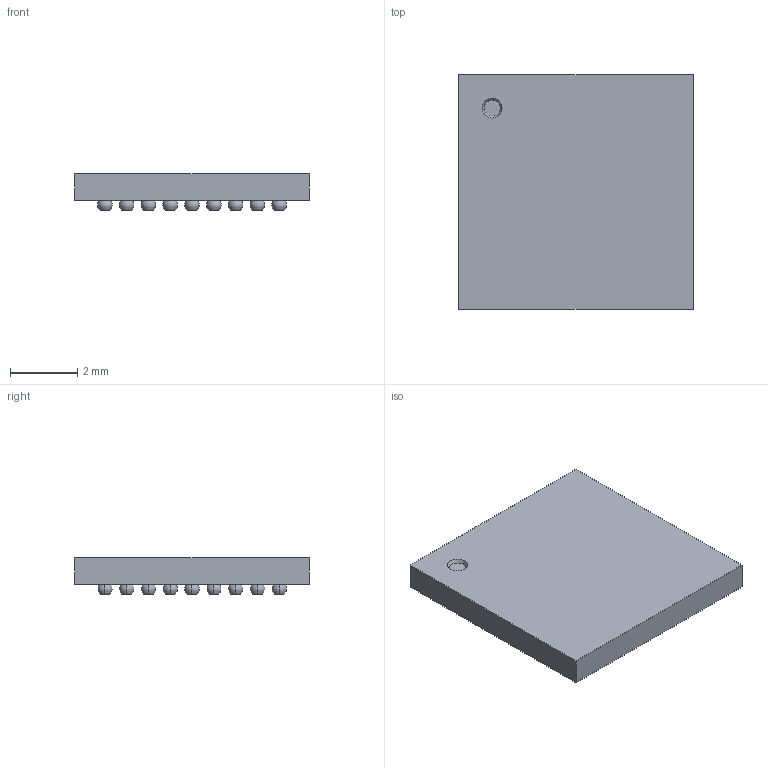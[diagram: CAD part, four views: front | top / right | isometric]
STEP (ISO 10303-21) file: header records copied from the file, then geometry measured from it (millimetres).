
FILE_DESCRIPTION (( 'STEP AP214' ), '1' );
FILE_NAME ('User Library-bc-81-2.STEP', '2017-08-15T07:38:05', ( 'Windows User' ), ( '' ), 'SwSTEP 2.0', 'SolidWorks 2017', '' );
FILE_SCHEMA (( 'AUTOMOTIVE_DESIGN' ));
Length unit declared in the file: millimetre
Products named in the file (1): User Library-bc-81-2
Bounding box: 7 x 7 x 1.1 mm (x, y, z)
Volume: 42.2 mm3; surface area: 151.5 mm2
Topology: 1 solids, 1 shells, 252 faces, 504 edges, 336 vertices
Faces by surface type: torus 162, plane 88, cone 2
Entity records: 9684 total; most frequent: DIRECTION 1500, CARTESIAN_POINT 1093, ORIENTED_EDGE 1008, AXIS2_PLACEMENT_3D 743, EDGE_CURVE 504, CIRCLE 490, VERTEX_POINT 336, EDGE_LOOP 334
